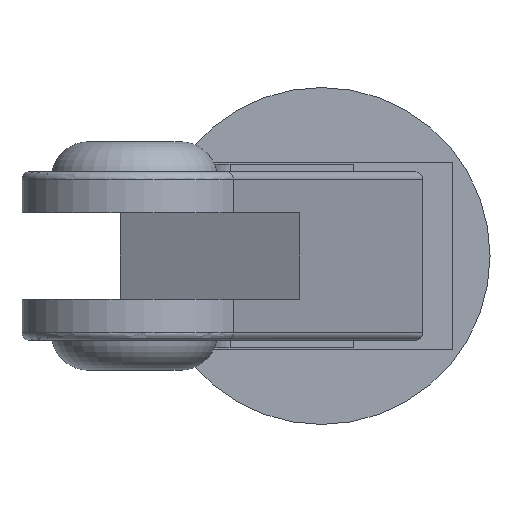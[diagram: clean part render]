
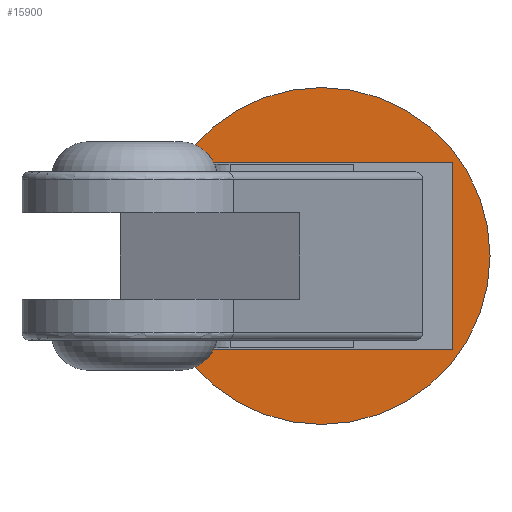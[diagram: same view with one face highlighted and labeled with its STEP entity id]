
A CAD part, front view. The second image highlights one B-rep face of the part: STEP entity #15900.
In plain terms, the highlighted planar face has unit normal (0, -1, 0).
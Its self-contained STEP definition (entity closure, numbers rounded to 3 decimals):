
#346 = DIRECTION ( 'NONE',  ( 0., 0., 1. ) ) ;
#1288 = FACE_BOUND ( 'NONE', #24566, .T. ) ;
#1405 = ORIENTED_EDGE ( 'NONE', *, *, #11148, .F. ) ;
#1830 = CARTESIAN_POINT ( 'NONE',  ( 85., 95., -25. ) ) ;
#1865 = VECTOR ( 'NONE', #21387, 1000. ) ;
#2821 = VERTEX_POINT ( 'NONE', #6625 ) ;
#2823 = DIRECTION ( 'NONE',  ( 0., -1., 0. ) ) ;
#4086 = CARTESIAN_POINT ( 'NONE',  ( 50., 95., 45. ) ) ;
#5377 = VERTEX_POINT ( 'NONE', #22102 ) ;
#6497 = VECTOR ( 'NONE', #22949, 1000. ) ;
#6625 = CARTESIAN_POINT ( 'NONE',  ( 15., 95., 25. ) ) ;
#7288 = CARTESIAN_POINT ( 'NONE',  ( 50., 95., -45. ) ) ;
#7440 = VERTEX_POINT ( 'NONE', #4086 ) ;
#7456 = DIRECTION ( 'NONE',  ( 0., 0., -1. ) ) ;
#7461 = DIRECTION ( 'NONE',  ( 0., -1., 0. ) ) ;
#7664 = LINE ( 'NONE', #19422, #6497 ) ;
#7881 = VECTOR ( 'NONE', #13936, 1000. ) ;
#8040 = VERTEX_POINT ( 'NONE', #22521 ) ;
#8238 = VECTOR ( 'NONE', #346, 1000. ) ;
#8852 = CIRCLE ( 'NONE', #22867, 45. ) ;
#8905 = FACE_OUTER_BOUND ( 'NONE', #20384, .T. ) ;
#9812 = EDGE_CURVE ( 'NONE', #7440, #13960, #8852, .T. ) ;
#11036 = AXIS2_PLACEMENT_3D ( 'NONE', #12832, #7461, #18726 ) ;
#11148 = EDGE_CURVE ( 'NONE', #8040, #23440, #7664, .T. ) ;
#12332 = ORIENTED_EDGE ( 'NONE', *, *, #20635, .T. ) ;
#12832 = CARTESIAN_POINT ( 'NONE',  ( 50., 95., 0. ) ) ;
#13379 = LINE ( 'NONE', #17510, #1865 ) ;
#13572 = DIRECTION ( 'NONE',  ( 0., -1., 0. ) ) ;
#13936 = DIRECTION ( 'NONE',  ( 0., 0., -1. ) ) ;
#13960 = VERTEX_POINT ( 'NONE', #7288 ) ;
#15050 = CIRCLE ( 'NONE', #11036, 45. ) ;
#15900 = ADVANCED_FACE ( 'NONE', ( #1288, #8905 ), #18561, .T. ) ;
#15952 = LINE ( 'NONE', #22081, #7881 ) ;
#15969 = DIRECTION ( 'NONE',  ( 0., 0., -1. ) ) ;
#16094 = CARTESIAN_POINT ( 'NONE',  ( 50., 95., 0. ) ) ;
#17510 = CARTESIAN_POINT ( 'NONE',  ( 85., 95., 25. ) ) ;
#17612 = CARTESIAN_POINT ( 'NONE',  ( 85., 95., -25. ) ) ;
#18561 = PLANE ( 'NONE',  #19726 ) ;
#18726 = DIRECTION ( 'NONE',  ( 0., 0., -1. ) ) ;
#19287 = ORIENTED_EDGE ( 'NONE', *, *, #19869, .F. ) ;
#19422 = CARTESIAN_POINT ( 'NONE',  ( 85., 95., -25. ) ) ;
#19483 = LINE ( 'NONE', #17612, #8238 ) ;
#19726 = AXIS2_PLACEMENT_3D ( 'NONE', #16094, #2823, #15969 ) ;
#19869 = EDGE_CURVE ( 'NONE', #5377, #2821, #13379, .T. ) ;
#20316 = EDGE_CURVE ( 'NONE', #23440, #5377, #19483, .T. ) ;
#20384 = EDGE_LOOP ( 'NONE', ( #23692, #12332 ) ) ;
#20635 = EDGE_CURVE ( 'NONE', #13960, #7440, #15050, .T. ) ;
#21387 = DIRECTION ( 'NONE',  ( -1., 0., 0. ) ) ;
#21864 = EDGE_CURVE ( 'NONE', #2821, #8040, #15952, .T. ) ;
#22081 = CARTESIAN_POINT ( 'NONE',  ( 15., 95., -25. ) ) ;
#22102 = CARTESIAN_POINT ( 'NONE',  ( 85., 95., 25. ) ) ;
#22521 = CARTESIAN_POINT ( 'NONE',  ( 15., 95., -25. ) ) ;
#22867 = AXIS2_PLACEMENT_3D ( 'NONE', #23215, #13572, #7456 ) ;
#22949 = DIRECTION ( 'NONE',  ( 1., 0., 0. ) ) ;
#23215 = CARTESIAN_POINT ( 'NONE',  ( 50., 95., 0. ) ) ;
#23440 = VERTEX_POINT ( 'NONE', #1830 ) ;
#23692 = ORIENTED_EDGE ( 'NONE', *, *, #9812, .T. ) ;
#23811 = ORIENTED_EDGE ( 'NONE', *, *, #21864, .F. ) ;
#24322 = ORIENTED_EDGE ( 'NONE', *, *, #20316, .F. ) ;
#24566 = EDGE_LOOP ( 'NONE', ( #23811, #19287, #24322, #1405 ) ) ;
